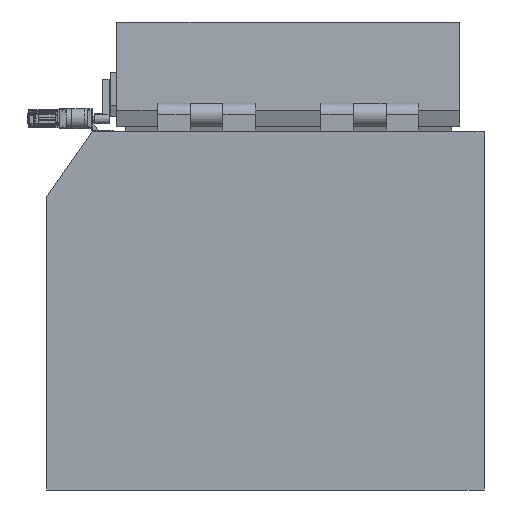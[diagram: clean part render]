
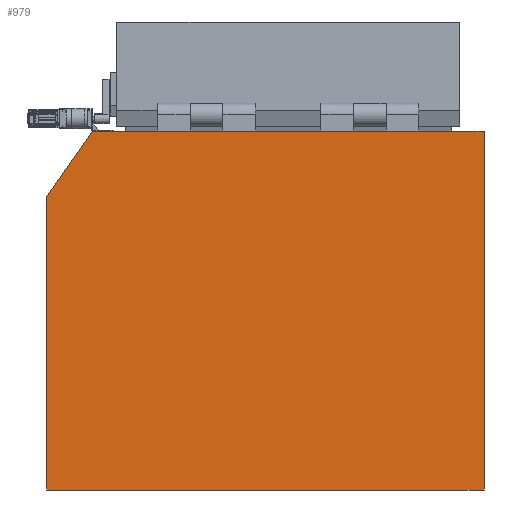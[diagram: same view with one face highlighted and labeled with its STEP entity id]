
A CAD part, left-side view. The second image highlights one B-rep face of the part: STEP entity #979.
In plain terms, the highlighted free-form (B-spline) face has degree [1, 1] with [2, 2] control points.
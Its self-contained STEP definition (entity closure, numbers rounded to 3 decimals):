
#941 = EDGE_CURVE('',#942,#944,#946,.T.);
#942 = VERTEX_POINT('',#943);
#943 = CARTESIAN_POINT('',(-1034.153,1977.099,
    1511.806));
#944 = VERTEX_POINT('',#945);
#945 = CARTESIAN_POINT('',(-1034.153,768.125,
    1511.806));
#946 = B_SPLINE_CURVE_WITH_KNOTS('',1,(#947,#948),.UNSPECIFIED.,.F.,.F.,
  (2,2),(-0.,1200.),.PIECEWISE_BEZIER_KNOTS.);
#947 = CARTESIAN_POINT('',(-1034.153,1977.099,
    1511.806));
#948 = CARTESIAN_POINT('',(-1034.153,768.125,
    1511.806));
#979 = ADVANCED_FACE('',(#980),#1009,.F.);
#980 = FACE_BOUND('',#981,.T.);
#981 = EDGE_LOOP('',(#982,#991,#996,#997,#1004));
#982 = ORIENTED_EDGE('',*,*,#983,.T.);
#983 = EDGE_CURVE('',#984,#986,#988,.T.);
#984 = VERTEX_POINT('',#985);
#985 = CARTESIAN_POINT('',(-1034.153,2118.146,
    403.58));
#986 = VERTEX_POINT('',#987);
#987 = CARTESIAN_POINT('',(-1034.153,768.125,
    403.58));
#988 = B_SPLINE_CURVE_WITH_KNOTS('',1,(#989,#990),.UNSPECIFIED.,.F.,.F.,
  (2,2),(-140.,1200.),.PIECEWISE_BEZIER_KNOTS.);
#989 = CARTESIAN_POINT('',(-1034.153,2118.146,
    403.58));
#990 = CARTESIAN_POINT('',(-1034.153,768.125,
    403.58));
#991 = ORIENTED_EDGE('',*,*,#992,.F.);
#992 = EDGE_CURVE('',#944,#986,#993,.T.);
#993 = B_SPLINE_CURVE_WITH_KNOTS('',1,(#994,#995),.UNSPECIFIED.,.F.,.F.,
  (2,2),(0.,1100.),.PIECEWISE_BEZIER_KNOTS.);
#994 = CARTESIAN_POINT('',(-1034.153,768.125,
    1511.806));
#995 = CARTESIAN_POINT('',(-1034.153,768.125,
    403.58));
#996 = ORIENTED_EDGE('',*,*,#941,.F.);
#997 = ORIENTED_EDGE('',*,*,#998,.T.);
#998 = EDGE_CURVE('',#942,#999,#1001,.T.);
#999 = VERTEX_POINT('',#1000);
#1000 = CARTESIAN_POINT('',(-1034.153,2118.146,
    1310.31));
#1001 = B_SPLINE_CURVE_WITH_KNOTS('',1,(#1002,#1003),.UNSPECIFIED.,.F.,
  .F.,(2,2),(-244.131,0.),.PIECEWISE_BEZIER_KNOTS.);
#1002 = CARTESIAN_POINT('',(-1034.153,1977.099,
    1511.806));
#1003 = CARTESIAN_POINT('',(-1034.153,2118.146,
    1310.31));
#1004 = ORIENTED_EDGE('',*,*,#1005,.T.);
#1005 = EDGE_CURVE('',#999,#984,#1006,.T.);
#1006 = B_SPLINE_CURVE_WITH_KNOTS('',1,(#1007,#1008),.UNSPECIFIED.,.F.,
  .F.,(2,2),(-900.,-0.),.PIECEWISE_BEZIER_KNOTS.);
#1007 = CARTESIAN_POINT('',(-1034.153,2118.146,
    1310.31));
#1008 = CARTESIAN_POINT('',(-1034.153,2118.146,
    403.58));
#1009 = B_SPLINE_SURFACE_WITH_KNOTS('',1,1,(
    (#1010,#1011)
    ,(#1012,#1013
  )),.UNSPECIFIED.,.F.,.F.,.F.,(2,2),(2,2),(-1100.,0.),(-1200.,140.)
  ,.PIECEWISE_BEZIER_KNOTS.);
#1010 = CARTESIAN_POINT('',(-1034.153,768.125,
    1511.806));
#1011 = CARTESIAN_POINT('',(-1034.153,2118.146,
    1511.806));
#1012 = CARTESIAN_POINT('',(-1034.153,768.125,
    403.58));
#1013 = CARTESIAN_POINT('',(-1034.153,2118.146,
    403.58));
